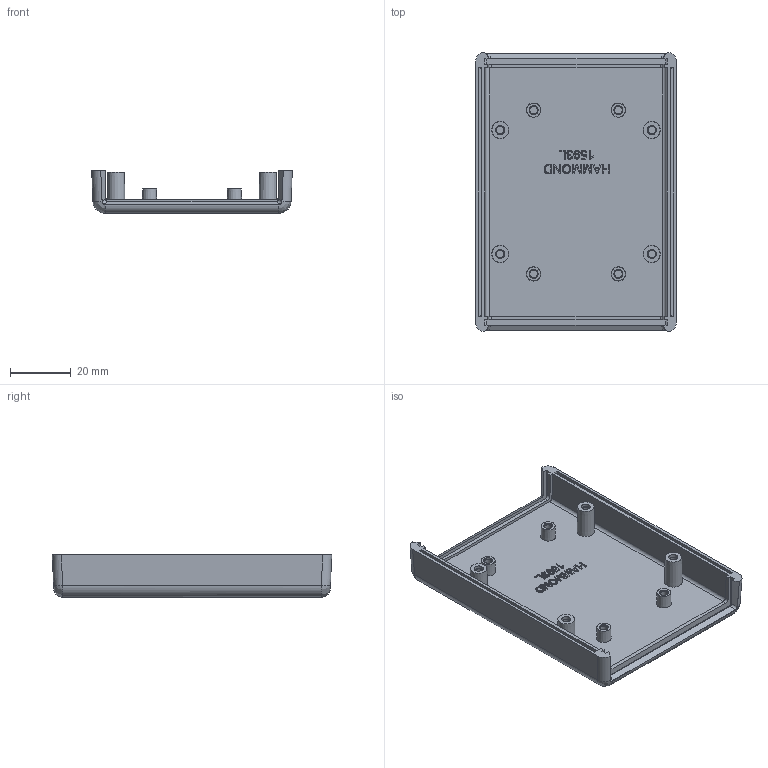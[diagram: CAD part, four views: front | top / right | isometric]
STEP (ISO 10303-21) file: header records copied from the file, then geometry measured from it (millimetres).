
FILE_DESCRIPTION((''),'2;1');
FILE_NAME('1593L Top.stp','2005-11-17T09:09:30',('rboehler'),(''),'Autodesk Inventor 10','Autodesk Inventor 10','');
FILE_SCHEMA(('AUTOMOTIVE_DESIGN { 1 0 10303 214 1 1 1 1 }'));
Length unit declared in the file: millimetre
Products named in the file (1): 1593L Top
Bounding box: 66.22 x 92.22 x 14 mm (x, y, z)
Volume: 22173.6 mm3; surface area: 19117.5 mm2
Topology: 1 solids, 1 shells, 298 faces, 755 edges, 502 vertices
Faces by surface type: plane 164, bspline 108, cylinder 18, cone 8
Entity records: 11401 total; most frequent: CARTESIAN_POINT 4867, ORIENTED_EDGE 1454, DIRECTION 1039, EDGE_CURVE 727, VERTEX_POINT 498, VECTOR 465, LINE 465, EDGE_LOOP 365
